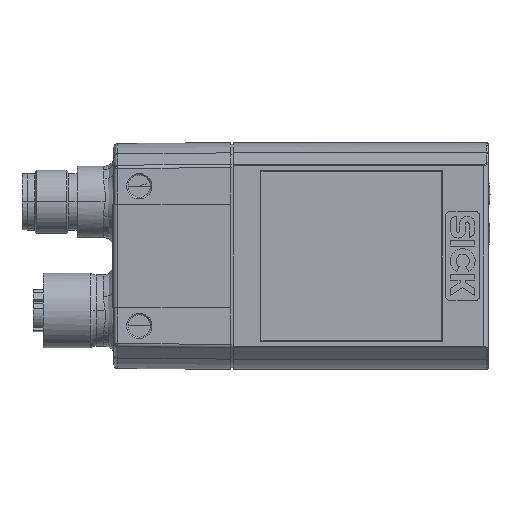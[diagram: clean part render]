
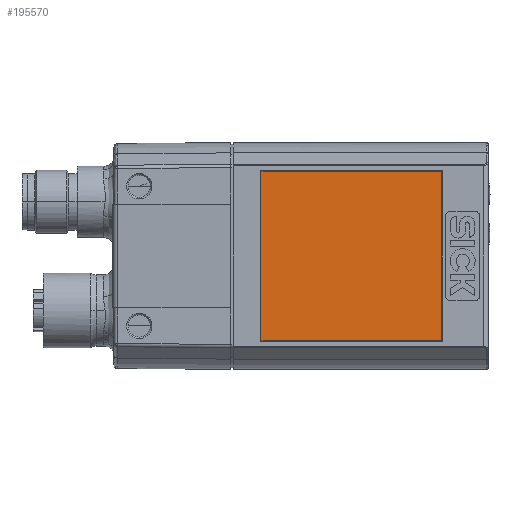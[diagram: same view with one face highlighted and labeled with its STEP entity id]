
A CAD part, left-side view. The second image highlights one B-rep face of the part: STEP entity #195570.
In plain terms, the highlighted face is planar.
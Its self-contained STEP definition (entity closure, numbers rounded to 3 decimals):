
#118570=CARTESIAN_POINT('',(34.199,30.,
33.6));
#118580=VERTEX_POINT('',#118570);
#118660=CARTESIAN_POINT('',(34.199,64.3,
33.6));
#118670=VERTEX_POINT('',#118660);
#118700=CARTESIAN_POINT('',(34.199,-6.198,
33.6));
#118710=DIRECTION('',(0.,-1.,0.));
#118720=VECTOR('',#118710,1.);
#118730=LINE('',#118700,#118720);
#118740=EDGE_CURVE('',#118670,#118580,#118730,.T.);
#170100=CARTESIAN_POINT('',(34.199,30.,
-1.351));
#170110=DIRECTION('',(0.,0.,-1.));
#170120=VECTOR('',#170110,1.);
#170130=LINE('',#170100,#170120);
#170140=CARTESIAN_POINT('',(34.199,30.,
1.4));
#170150=VERTEX_POINT('',#170140);
#170160=EDGE_CURVE('',#118580,#170150,#170130,.T.);
#195340=CARTESIAN_POINT('',(34.199,47.152,
17.5));
#195350=DIRECTION('',(1.,0.,0.));
#195360=DIRECTION('',(0.,0.,-1.));
#195370=AXIS2_PLACEMENT_3D('',#195340,#195350,#195360);
#195380=PLANE('',#195370);
#195390=ORIENTED_EDGE('',*,*,#118740,.T.);
#195400=CARTESIAN_POINT('',(34.199,64.3,
-1.351));
#195410=DIRECTION('',(0.,0.,1.));
#195420=VECTOR('',#195410,1.);
#195430=LINE('',#195400,#195420);
#195440=CARTESIAN_POINT('',(34.199,64.3,
1.4));
#195450=VERTEX_POINT('',#195440);
#195460=EDGE_CURVE('',#195450,#118670,#195430,.T.);
#195470=ORIENTED_EDGE('',*,*,#195460,.T.);
#195480=CARTESIAN_POINT('',(34.199,-6.198,
1.4));
#195490=DIRECTION('',(0.,1.,0.));
#195500=VECTOR('',#195490,1.);
#195510=LINE('',#195480,#195500);
#195520=EDGE_CURVE('',#170150,#195450,#195510,.T.);
#195530=ORIENTED_EDGE('',*,*,#195520,.T.);
#195540=ORIENTED_EDGE('',*,*,#170160,.T.);
#195550=EDGE_LOOP('',(#195540,#195530,#195470,#195390));
#195560=FACE_OUTER_BOUND('',#195550,.T.);
#195570=ADVANCED_FACE('',(#195560),#195380,.T.);
